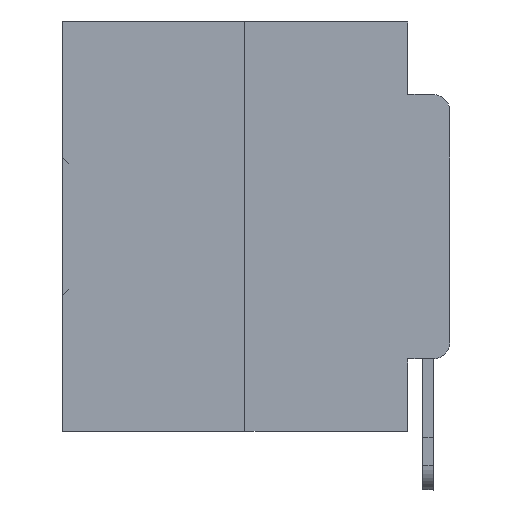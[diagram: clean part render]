
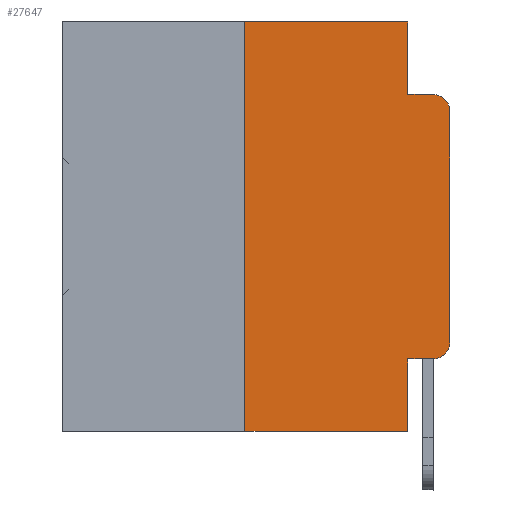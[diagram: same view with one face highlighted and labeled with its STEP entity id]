
A CAD part, left-side view. The second image highlights one B-rep face of the part: STEP entity #27647.
In plain terms, the highlighted planar face has unit normal (-1, 0, 0).
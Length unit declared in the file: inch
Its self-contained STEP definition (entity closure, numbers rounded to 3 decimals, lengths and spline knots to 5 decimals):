
#231 = CARTESIAN_POINT ( 'NONE',  ( 0., 0.473, 0. ) ) ;
#249 = EDGE_CURVE ( 'NONE', #26901, #20541, #9526, .T. ) ;
#426 = LINE ( 'NONE', #33973, #11172 ) ;
#1202 = DIRECTION ( 'NONE',  ( 0., 0., -1. ) ) ;
#1850 = CARTESIAN_POINT ( 'NONE',  ( 0., 0.051, -0.0885 ) ) ;
#2686 = CIRCLE ( 'NONE', #9525, 0.02 ) ;
#2881 = EDGE_CURVE ( 'NONE', #25220, #24515, #3774, .T. ) ;
#3145 = EDGE_CURVE ( 'NONE', #13526, #26901, #2686, .T. ) ;
#3774 = LINE ( 'NONE', #22959, #16350 ) ;
#3802 = CARTESIAN_POINT ( 'NONE',  ( 0., 0.051, 0. ) ) ;
#4259 = CARTESIAN_POINT ( 'NONE',  ( 0., 0.473, 0. ) ) ;
#4321 = DIRECTION ( 'NONE',  ( 0., 0., 1. ) ) ;
#4477 = CARTESIAN_POINT ( 'NONE',  ( 0., 0.25, 0. ) ) ;
#5092 = AXIS2_PLACEMENT_3D ( 'NONE', #20918, #15180, #7113 ) ;
#5727 = DIRECTION ( 'NONE',  ( 0., 0., -1. ) ) ;
#5979 = VECTOR ( 'NONE', #32120, 39.37008 ) ;
#6236 = PLANE ( 'NONE',  #34617 ) ;
#6539 = CARTESIAN_POINT ( 'NONE',  ( 0., 0.051, -0.0885 ) ) ;
#7113 = DIRECTION ( 'NONE',  ( 0., 0., -1. ) ) ;
#7750 = CARTESIAN_POINT ( 'NONE',  ( 0., 0., -0.3915 ) ) ;
#8890 = ORIENTED_EDGE ( 'NONE', *, *, #33580, .T. ) ;
#9525 = AXIS2_PLACEMENT_3D ( 'NONE', #11286, #24749, #5727 ) ;
#9526 = LINE ( 'NONE', #12030, #19444 ) ;
#10479 = VERTEX_POINT ( 'NONE', #1850 ) ;
#10521 = CARTESIAN_POINT ( 'NONE',  ( 0., 0.051, -0.5 ) ) ;
#10933 = VECTOR ( 'NONE', #11347, 39.37008 ) ;
#11172 = VECTOR ( 'NONE', #28037, 39.37008 ) ;
#11286 = CARTESIAN_POINT ( 'NONE',  ( 0., 0.02, -0.3915 ) ) ;
#11347 = DIRECTION ( 'NONE',  ( 0., -1., 0. ) ) ;
#11406 = LINE ( 'NONE', #6539, #18036 ) ;
#12030 = CARTESIAN_POINT ( 'NONE',  ( 0., 0., 0. ) ) ;
#12158 = FACE_OUTER_BOUND ( 'NONE', #30639, .T. ) ;
#12901 = ORIENTED_EDGE ( 'NONE', *, *, #249, .T. ) ;
#13107 = ORIENTED_EDGE ( 'NONE', *, *, #3145, .T. ) ;
#13526 = VERTEX_POINT ( 'NONE', #35372 ) ;
#13639 = EDGE_CURVE ( 'NONE', #25220, #22371, #27076, .T. ) ;
#14421 = VERTEX_POINT ( 'NONE', #21733 ) ;
#15180 = DIRECTION ( 'NONE',  ( -1., 0., 0. ) ) ;
#15763 = ORIENTED_EDGE ( 'NONE', *, *, #23513, .F. ) ;
#16350 = VECTOR ( 'NONE', #33934, 39.37008 ) ;
#16941 = CARTESIAN_POINT ( 'NONE',  ( 0., 0., -0.1085 ) ) ;
#17172 = CARTESIAN_POINT ( 'NONE',  ( 0., 0.051, -0.4115 ) ) ;
#17515 = ORIENTED_EDGE ( 'NONE', *, *, #30875, .F. ) ;
#18036 = VECTOR ( 'NONE', #30616, 39.37008 ) ;
#18249 = CIRCLE ( 'NONE', #5092, 0.02 ) ;
#19444 = VECTOR ( 'NONE', #4321, 39.37008 ) ;
#19574 = EDGE_CURVE ( 'NONE', #20541, #24493, #18249, .T. ) ;
#19635 = ORIENTED_EDGE ( 'NONE', *, *, #2881, .T. ) ;
#20541 = VERTEX_POINT ( 'NONE', #16941 ) ;
#20918 = CARTESIAN_POINT ( 'NONE',  ( 0., 0.02, -0.1085 ) ) ;
#21313 = ORIENTED_EDGE ( 'NONE', *, *, #29176, .F. ) ;
#21733 = CARTESIAN_POINT ( 'NONE',  ( 0., 0.051, -0.4115 ) ) ;
#22371 = VERTEX_POINT ( 'NONE', #33947 ) ;
#22901 = DIRECTION ( 'NONE',  ( 0., -1., 0. ) ) ;
#22959 = CARTESIAN_POINT ( 'NONE',  ( 0., 0.473, -0.5 ) ) ;
#23513 = EDGE_CURVE ( 'NONE', #22371, #26345, #25162, .T. ) ;
#23595 = ORIENTED_EDGE ( 'NONE', *, *, #13639, .F. ) ;
#24493 = VERTEX_POINT ( 'NONE', #29538 ) ;
#24515 = VERTEX_POINT ( 'NONE', #10521 ) ;
#24749 = DIRECTION ( 'NONE',  ( -1., 0., 0. ) ) ;
#25162 = LINE ( 'NONE', #231, #10933 ) ;
#25220 = VERTEX_POINT ( 'NONE', #29686 ) ;
#25788 = DIRECTION ( 'NONE',  ( 1., 0., 0. ) ) ;
#26345 = VERTEX_POINT ( 'NONE', #28972 ) ;
#26739 = EDGE_CURVE ( 'NONE', #26345, #10479, #28930, .T. ) ;
#26901 = VERTEX_POINT ( 'NONE', #7750 ) ;
#27076 = LINE ( 'NONE', #4477, #5979 ) ;
#27647 = ADVANCED_FACE ( 'NONE', ( #12158 ), #6236, .F. ) ;
#28037 = DIRECTION ( 'NONE',  ( 0., 0., -1. ) ) ;
#28389 = DIRECTION ( 'NONE',  ( 0., 0., -1. ) ) ;
#28930 = LINE ( 'NONE', #3802, #33955 ) ;
#28972 = CARTESIAN_POINT ( 'NONE',  ( 0., 0.051, 0. ) ) ;
#29176 = EDGE_CURVE ( 'NONE', #10479, #24493, #11406, .T. ) ;
#29538 = CARTESIAN_POINT ( 'NONE',  ( 0., 0.02, -0.0885 ) ) ;
#29686 = CARTESIAN_POINT ( 'NONE',  ( 0., 0.25, -0.5 ) ) ;
#30616 = DIRECTION ( 'NONE',  ( 0., -1., 0. ) ) ;
#30639 = EDGE_LOOP ( 'NONE', ( #12901, #32505, #21313, #32081, #15763, #23595, #19635, #17515, #8890, #13107 ) ) ;
#30875 = EDGE_CURVE ( 'NONE', #14421, #24515, #426, .T. ) ;
#31348 = LINE ( 'NONE', #17172, #31985 ) ;
#31985 = VECTOR ( 'NONE', #22901, 39.37008 ) ;
#32081 = ORIENTED_EDGE ( 'NONE', *, *, #26739, .F. ) ;
#32120 = DIRECTION ( 'NONE',  ( 0., 0., 1. ) ) ;
#32505 = ORIENTED_EDGE ( 'NONE', *, *, #19574, .T. ) ;
#33580 = EDGE_CURVE ( 'NONE', #14421, #13526, #31348, .T. ) ;
#33934 = DIRECTION ( 'NONE',  ( 0., -1., 0. ) ) ;
#33947 = CARTESIAN_POINT ( 'NONE',  ( 0., 0.25, 0. ) ) ;
#33955 = VECTOR ( 'NONE', #28389, 39.37008 ) ;
#33973 = CARTESIAN_POINT ( 'NONE',  ( 0., 0.051, 0. ) ) ;
#34617 = AXIS2_PLACEMENT_3D ( 'NONE', #4259, #25788, #1202 ) ;
#35372 = CARTESIAN_POINT ( 'NONE',  ( 0., 0.02, -0.4115 ) ) ;
